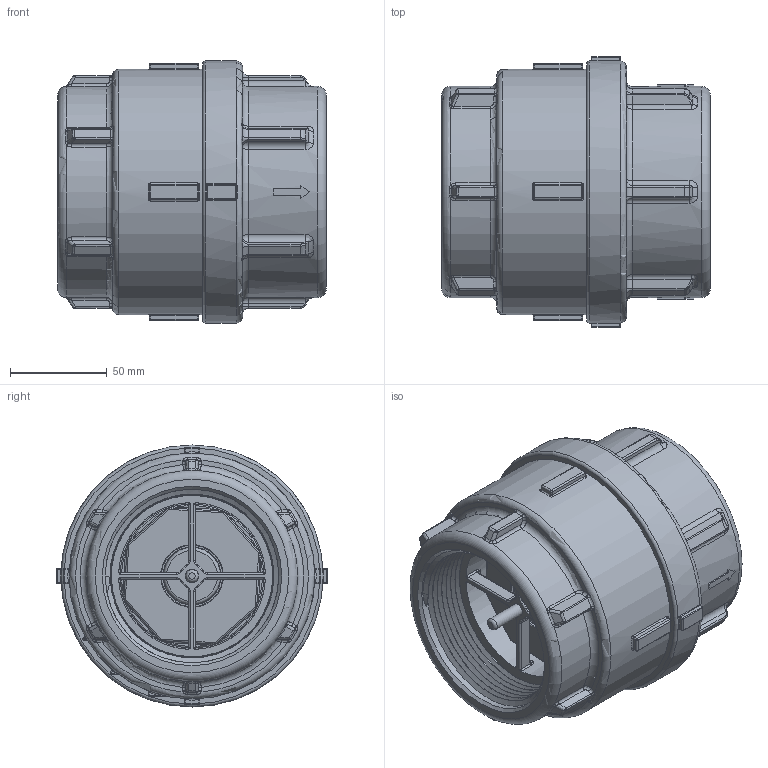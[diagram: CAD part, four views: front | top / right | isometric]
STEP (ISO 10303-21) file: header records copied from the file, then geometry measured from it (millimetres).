
FILE_DESCRIPTION(/* description */ ('3" NPT CHECK VALVE 5# SPRING'),/* implementation_level */ '2;1');
FILE_NAME(/* name */ 'CV300.stp',/* time_stamp */ '2022-10-24T09:20:57-04:00',/* author */ ('MJC'),/* organization */ (''),/* preprocessor_version */ 'ST-DEVELOPER v18.1',/* originating_system */ 'Autodesk Inventor 2022',/* authorisation */ '');
FILE_SCHEMA (('AUTOMOTIVE_DESIGN { 1 0 10303 214 3 1 1 }'));
Products named in the file (10): CV300; CV30054; CV30054X; CV30056; CV30056_1; CV30055A; CV30155M; CV30075A; CV30155F; CV2155
Assembly tree (9 placements, depth 3):
  CV300
    CV30054
      CV30054X
    CV30056
      CV30056_1
    CV30055A
      CV30155M
      CV30075A
      CV30155F
    CV2155
Bounding box: 139.31 x 140.34 x 135.76 mm (x, y, z)
Volume: 705261.7 mm3; surface area: 212935.2 mm2
Topology: 6 solids, 6 shells, 1039 faces, 2445 edges, 1372 vertices
Faces by surface type: cylinder 320, bspline 295, plane 177, torus 152, sphere 50, cone 45
Full cylindrical faces by diameter (mm): 6.35 x2, 6.858 x2, 30.201 x1, 30.963 x1, 31.75 x3, 74.612 x1, 76.2 x1, 81.28 x1, 81.788 x1, 84.137 x1, 86.36 x1, 104.775 x1, 109.474 x1, 110.363 x1, 110.49 x1, 112.014 x1, 113.538 x1, 127 x1, 127.508 x1, 135.763 x1
Entity records: 43103 total; most frequent: CARTESIAN_POINT 20781, ORIENTED_EDGE 4758, DIRECTION 4364, EDGE_CURVE 2379, AXIS2_PLACEMENT_3D 1868, VERTEX_POINT 1372, CIRCLE 1096, EDGE_LOOP 1087
